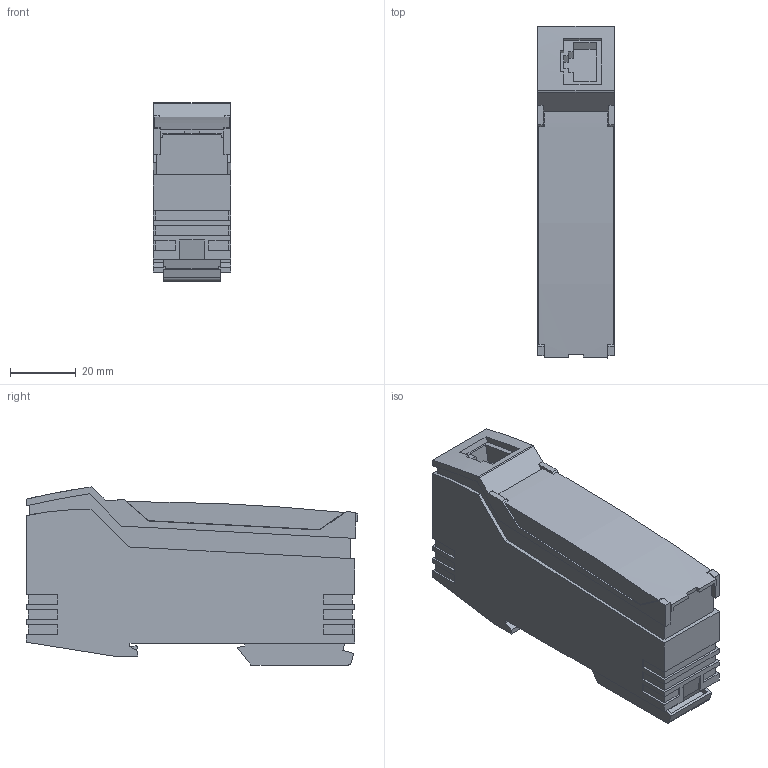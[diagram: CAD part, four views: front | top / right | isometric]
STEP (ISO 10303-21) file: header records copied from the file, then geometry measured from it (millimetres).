
FILE_DESCRIPTION(('Creo Elements/Direct Modeling STEP Export'),'2;1');
FILE_NAME('model.stp','2019-02-20T15:32:29',(''),(''),'Creo Elements/Direct Modeling STEP processor for AP214 (Solid Model)','Creo Elements/Direct Modeling 20.1A 29-Sep-2018 (C) Parametric Technology GmbH','');
FILE_SCHEMA(('AUTOMOTIVE_DESIGN { 1 0 10303 214 1 1 1 1 }'));
Length unit declared in the file: millimetre
Products named in the file (3): INJ_PP_TOP_22.5_GY7035-select; PP_RJ_IDC-select
Assembly tree (2 placements, depth 2):
  PP_RJ_IDC-select
    PP_RJ_IDC-select
    INJ_PP_TOP_22.5_GY7035-select
Bounding box: 23.6 x 101.36 x 54.41 mm (x, y, z)
Volume: 92225.6 mm3; surface area: 24687.1 mm2
Topology: 2 solids, 2 shells, 344 faces, 993 edges, 663 vertices
Faces by surface type: plane 294, cylinder 50
Entity records: 14481 total; most frequent: CARTESIAN_POINT 2872, ORIENTED_EDGE 1986, DIRECTION 1643, EDGE_CURVE 993, VECTOR 777, LINE 777, VERTEX_POINT 663, AXIS2_PLACEMENT_3D 433
